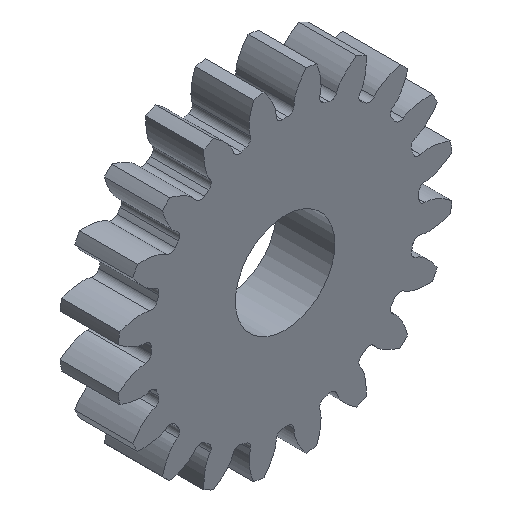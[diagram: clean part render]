
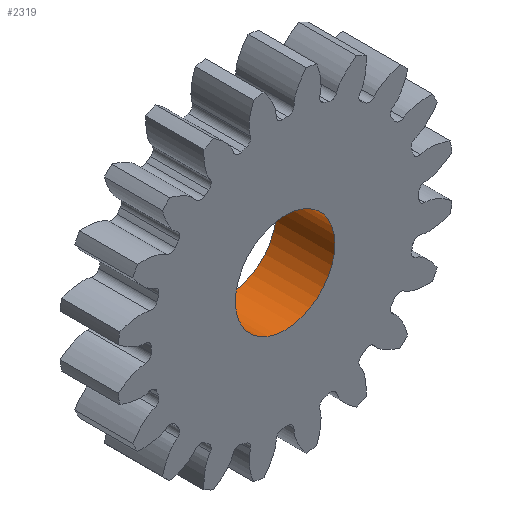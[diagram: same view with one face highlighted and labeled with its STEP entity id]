
A CAD part, isometric view. The second image highlights one B-rep face of the part: STEP entity #2319.
In plain terms, the highlighted cylindrical face has radius 4.128 mm (diameter 8.255 mm), a full revolution.
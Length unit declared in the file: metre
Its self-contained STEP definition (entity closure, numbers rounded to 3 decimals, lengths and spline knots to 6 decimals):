
#172=CIRCLE('',#2391,0.004128);
#235=CIRCLE('',#2456,0.004128);
#1018=ORIENTED_EDGE('',*,*,#1096,.T.);
#1019=ORIENTED_EDGE('',*,*,#1201,.F.);
#1096=EDGE_CURVE('',#1458,#1458,#172,.T.);
#1201=EDGE_CURVE('',#1543,#1543,#235,.T.);
#1458=VERTEX_POINT('',#3364);
#1543=VERTEX_POINT('',#4876);
#1988=EDGE_LOOP('',(#1018));
#1989=EDGE_LOOP('',(#1019));
#2114=FACE_BOUND('',#1988,.T.);
#2115=FACE_BOUND('',#1989,.T.);
#2196=CYLINDRICAL_SURFACE('',#2577,0.004128);
#2319=ADVANCED_FACE('',(#2114,#2115),#2196,.F.);
#2391=AXIS2_PLACEMENT_3D('',#3363,#2734,#2735);
#2456=AXIS2_PLACEMENT_3D('',#4875,#2866,#2867);
#2577=AXIS2_PLACEMENT_3D('',#7637,#3188,#3189);
#2734=DIRECTION('',(0.,-1.,0.));
#2735=DIRECTION('',(0.,0.,-1.));
#2866=DIRECTION('',(0.,-1.,0.));
#2867=DIRECTION('',(0.,0.,-1.));
#3188=DIRECTION('',(0.,-1.,0.));
#3189=DIRECTION('',(0.,0.,-1.));
#3363=CARTESIAN_POINT('',(0.,-0.004826,0.));
#3364=CARTESIAN_POINT('',(0.,-0.004826,-0.004128));
#4875=CARTESIAN_POINT('',(0.,0.,0.));
#4876=CARTESIAN_POINT('',(0.,0.,-0.004128));
#7637=CARTESIAN_POINT('',(0.,0.034682,0.));
